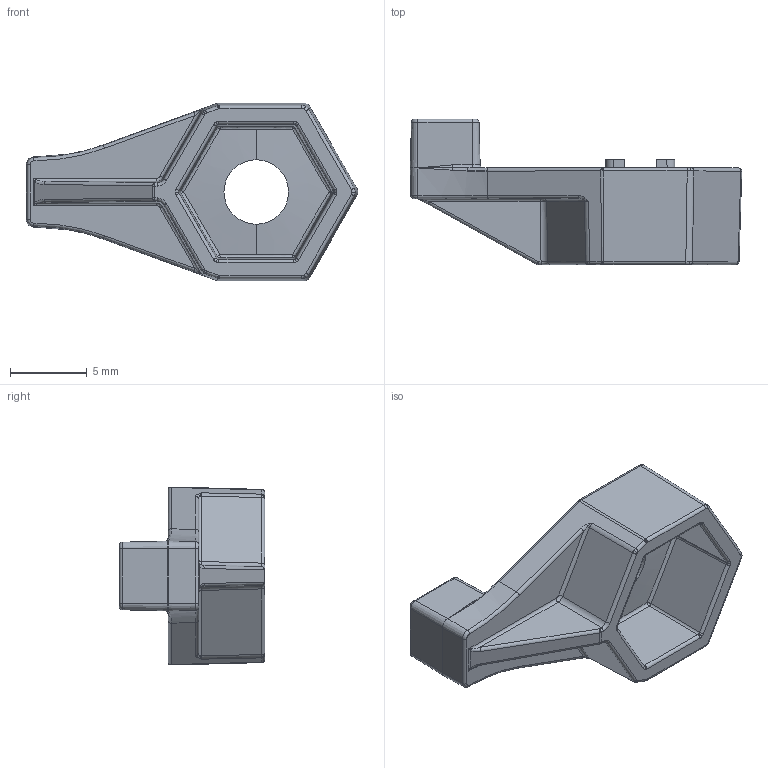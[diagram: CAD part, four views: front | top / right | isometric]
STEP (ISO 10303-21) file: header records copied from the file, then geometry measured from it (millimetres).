
FILE_DESCRIPTION (( 'STEP AP203' ), '1' );
FILE_NAME ('276-6009-004 Rev4.STEP', '2018-03-26T18:49:47', ( '' ), ( '' ), 'SwSTEP 2.0', 'SolidWorks 2017', '' );
FILE_SCHEMA (( 'CONFIG_CONTROL_DESIGN' ));
Length unit declared in the file: millimetre
Products named in the file (1): 276-6009-004 Rev4
Bounding box: 21.59 x 9.47 x 11.59 mm (x, y, z)
Volume: 580.6 mm3; surface area: 851.4 mm2
Topology: 1 solids, 1 shells, 250 faces, 592 edges, 341 vertices
Faces by surface type: cylinder 76, bspline 72, plane 51, torus 20, cone 16, sphere 15
Entity records: 8105 total; most frequent: CARTESIAN_POINT 2940, ORIENTED_EDGE 1168, DIRECTION 978, EDGE_CURVE 584, AXIS2_PLACEMENT_3D 391, VERTEX_POINT 341, EDGE_LOOP 257, ADVANCED_FACE 250
